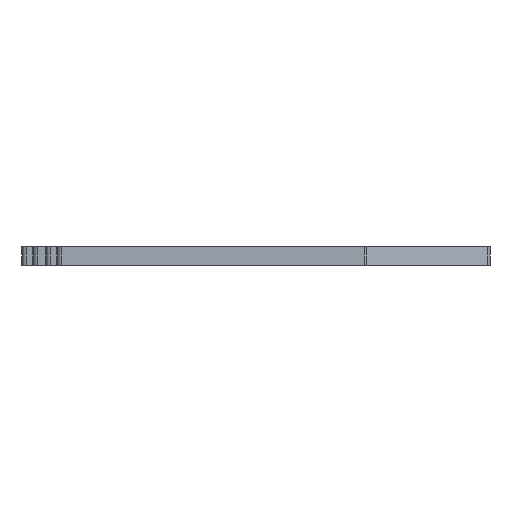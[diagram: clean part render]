
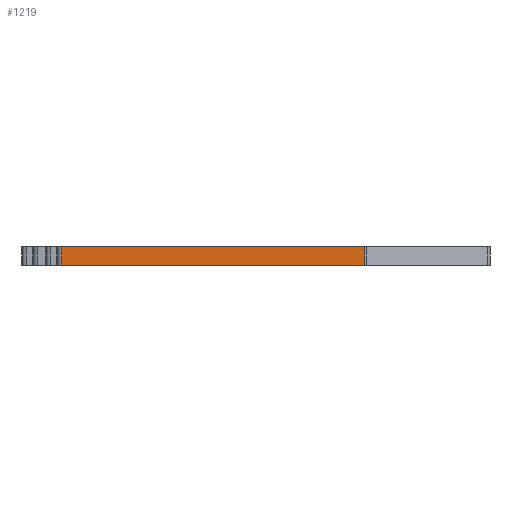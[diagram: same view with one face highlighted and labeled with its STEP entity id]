
A CAD part, left-side view. The second image highlights one B-rep face of the part: STEP entity #1219.
In plain terms, the highlighted planar face has unit normal (-1, 0, 0).
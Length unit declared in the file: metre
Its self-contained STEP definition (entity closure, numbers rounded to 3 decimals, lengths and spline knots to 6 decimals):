
#309=ORIENTED_EDGE('',*,*,#600,.T.);
#310=ORIENTED_EDGE('',*,*,#553,.T.);
#311=ORIENTED_EDGE('',*,*,#601,.F.);
#312=ORIENTED_EDGE('',*,*,#599,.T.);
#553=EDGE_CURVE('',#713,#712,#832,.T.);
#599=EDGE_CURVE('',#723,#757,#854,.T.);
#600=EDGE_CURVE('',#757,#713,#855,.T.);
#601=EDGE_CURVE('',#723,#712,#856,.T.);
#712=VERTEX_POINT('',#1944);
#713=VERTEX_POINT('',#1946);
#723=VERTEX_POINT('',#1969);
#757=VERTEX_POINT('',#2037);
#832=LINE('',#1945,#965);
#854=LINE('',#2038,#987);
#855=LINE('',#2040,#988);
#856=LINE('',#2041,#989);
#965=VECTOR('',#1559,1.);
#987=VECTOR('',#1633,1.);
#988=VECTOR('',#1636,1.);
#989=VECTOR('',#1637,1.);
#1053=EDGE_LOOP('',(#309,#310,#311,#312));
#1118=FACE_BOUND('',#1053,.T.);
#1174=PLANE('',#1345);
#1219=ADVANCED_FACE('',(#1118),#1174,.F.);
#1345=AXIS2_PLACEMENT_3D('',#2039,#1634,#1635);
#1559=DIRECTION('',(0.,1.,0.));
#1633=DIRECTION('',(0.,-1.,0.));
#1634=DIRECTION('',(1.,0.,0.));
#1635=DIRECTION('',(0.,-1.,0.));
#1636=DIRECTION('',(0.,0.,1.));
#1637=DIRECTION('',(0.,0.,1.));
#1944=CARTESIAN_POINT('',(0.103079,0.223159,0.0044));
#1945=CARTESIAN_POINT('',(0.103079,0.167909,0.0044));
#1946=CARTESIAN_POINT('',(0.103079,0.163337,0.0044));
#1969=CARTESIAN_POINT('',(0.103079,0.223159,0.0008));
#2037=CARTESIAN_POINT('',(0.103079,0.163337,0.0008));
#2038=CARTESIAN_POINT('',(0.103079,0.184801,0.0008));
#2039=CARTESIAN_POINT('',(0.103079,0.193431,-0.0125));
#2040=CARTESIAN_POINT('',(0.103079,0.163337,-0.0125));
#2041=CARTESIAN_POINT('',(0.103079,0.223159,-0.0125));
